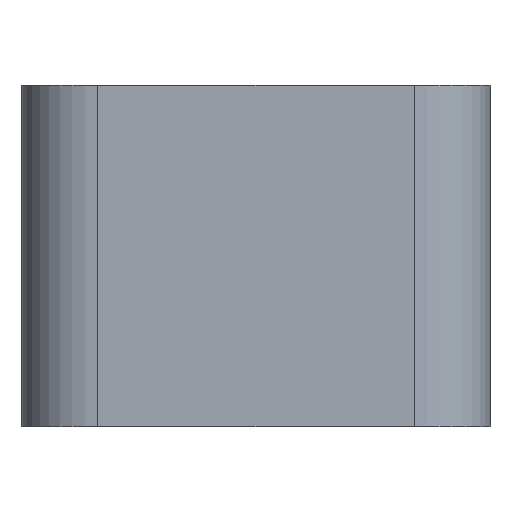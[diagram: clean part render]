
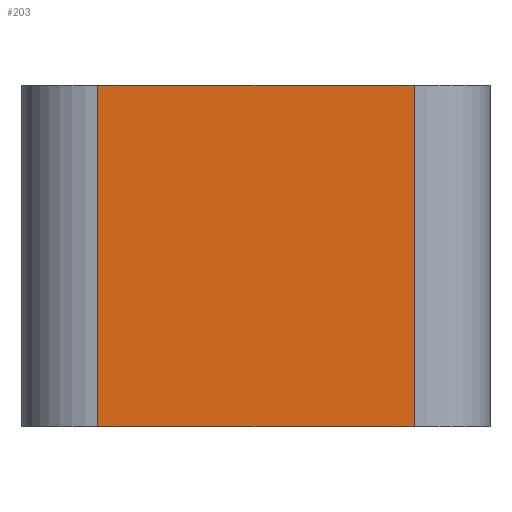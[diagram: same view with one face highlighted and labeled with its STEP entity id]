
A CAD part, front view. The second image highlights one B-rep face of the part: STEP entity #203.
In plain terms, the highlighted planar face has unit normal (0, -1, 0).
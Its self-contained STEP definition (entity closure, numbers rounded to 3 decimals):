
#17 = DIRECTION ( 'NONE',  ( 0., -1., 0. ) ) ;
#22 = VERTEX_POINT ( 'NONE', #392 ) ;
#25 = VECTOR ( 'NONE', #390, 1000. ) ;
#31 = VERTEX_POINT ( 'NONE', #100 ) ;
#57 = LINE ( 'NONE', #302, #412 ) ;
#62 = DIRECTION ( 'NONE',  ( 0., 0., -1. ) ) ;
#100 = CARTESIAN_POINT ( 'NONE',  ( 9.5, -6., 0. ) ) ;
#110 = EDGE_CURVE ( 'NONE', #470, #658, #686, .T. ) ;
#120 = EDGE_LOOP ( 'NONE', ( #491, #399, #633, #722 ) ) ;
#123 = CARTESIAN_POINT ( 'NONE',  ( 9.5, -6., -13.5 ) ) ;
#129 = AXIS2_PLACEMENT_3D ( 'NONE', #123, #17, #62 ) ;
#137 = CARTESIAN_POINT ( 'NONE',  ( 9.5, -6., 0. ) ) ;
#139 = VECTOR ( 'NONE', #746, 1000. ) ;
#152 = CARTESIAN_POINT ( 'NONE',  ( 9.5, -6., -13.5 ) ) ;
#183 = FACE_OUTER_BOUND ( 'NONE', #120, .T. ) ;
#203 = ADVANCED_FACE ( 'NONE', ( #183 ), #709, .T. ) ;
#219 = LINE ( 'NONE', #688, #25 ) ;
#281 = CARTESIAN_POINT ( 'NONE',  ( -3., -6., -13.5 ) ) ;
#302 = CARTESIAN_POINT ( 'NONE',  ( -3., -6., -13.5 ) ) ;
#350 = EDGE_CURVE ( 'NONE', #22, #31, #713, .T. ) ;
#390 = DIRECTION ( 'NONE',  ( 0., 0., 1. ) ) ;
#392 = CARTESIAN_POINT ( 'NONE',  ( -3., -6., 0. ) ) ;
#399 = ORIENTED_EDGE ( 'NONE', *, *, #679, .F. ) ;
#412 = VECTOR ( 'NONE', #704, 1000. ) ;
#470 = VERTEX_POINT ( 'NONE', #281 ) ;
#491 = ORIENTED_EDGE ( 'NONE', *, *, #350, .F. ) ;
#503 = CARTESIAN_POINT ( 'NONE',  ( 9.5, -6., -13.5 ) ) ;
#600 = DIRECTION ( 'NONE',  ( 1., 0., 0. ) ) ;
#609 = EDGE_CURVE ( 'NONE', #658, #31, #219, .T. ) ;
#611 = VECTOR ( 'NONE', #600, 1000. ) ;
#633 = ORIENTED_EDGE ( 'NONE', *, *, #110, .T. ) ;
#658 = VERTEX_POINT ( 'NONE', #152 ) ;
#679 = EDGE_CURVE ( 'NONE', #470, #22, #57, .T. ) ;
#686 = LINE ( 'NONE', #503, #139 ) ;
#688 = CARTESIAN_POINT ( 'NONE',  ( 9.5, -6., -13.5 ) ) ;
#704 = DIRECTION ( 'NONE',  ( 0., 0., 1. ) ) ;
#709 = PLANE ( 'NONE',  #129 ) ;
#713 = LINE ( 'NONE', #137, #611 ) ;
#722 = ORIENTED_EDGE ( 'NONE', *, *, #609, .T. ) ;
#746 = DIRECTION ( 'NONE',  ( 1., 0., 0. ) ) ;
